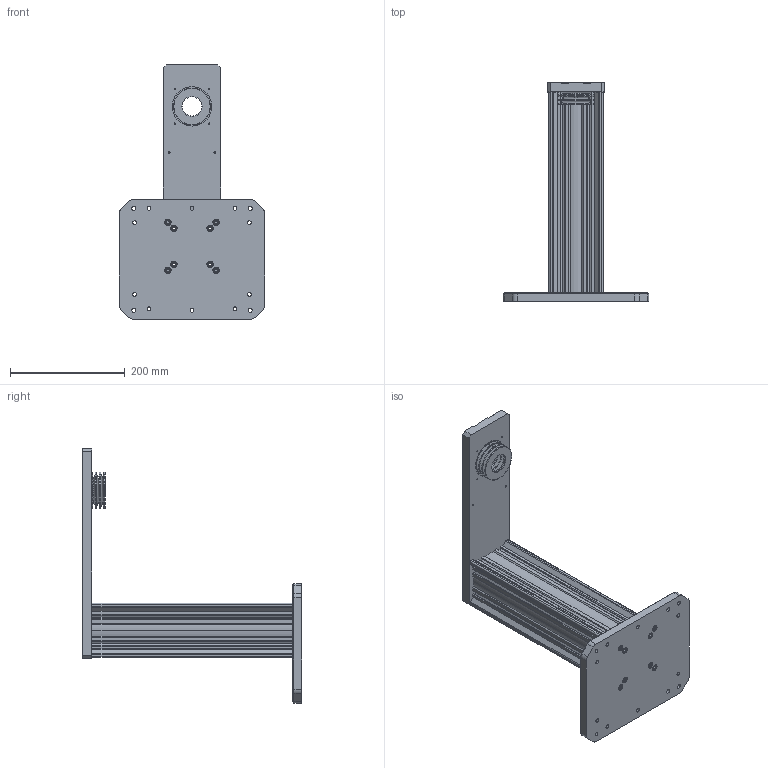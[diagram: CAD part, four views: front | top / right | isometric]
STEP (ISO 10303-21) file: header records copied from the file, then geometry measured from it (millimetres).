
FILE_DESCRIPTION (( 'STEP AP214' ), '1' );
FILE_NAME ('TTN103290-E0W.STEP', '2018-12-05T20:33:27', ( '' ), ( '' ), 'SwSTEP 2.0', 'SolidWorks 2018', '' );
FILE_SCHEMA (( 'AUTOMOTIVE_DESIGN' ));
Length unit declared in the file: inch
Products named in the file (1): TTN103290-E0W
Bounding box: 254 x 382.75 x 443.36 mm (x, y, z)
Surface area: 421391.6 mm2 (no closed solid volume)
Topology: 0 solids, 61 shells, 637 faces, 2316 edges, 1714 vertices
Faces by surface type: plane 285, cylinder 229, cone 117, bspline 6
Entity records: 36167 total; most frequent: CARTESIAN_POINT 8917, DIRECTION 3791, ORIENTED_EDGE 3442, EDGE_CURVE 2316, VERTEX_POINT 1714, AXIS2_PLACEMENT_3D 1283, VECTOR 1225, LINE 1225
